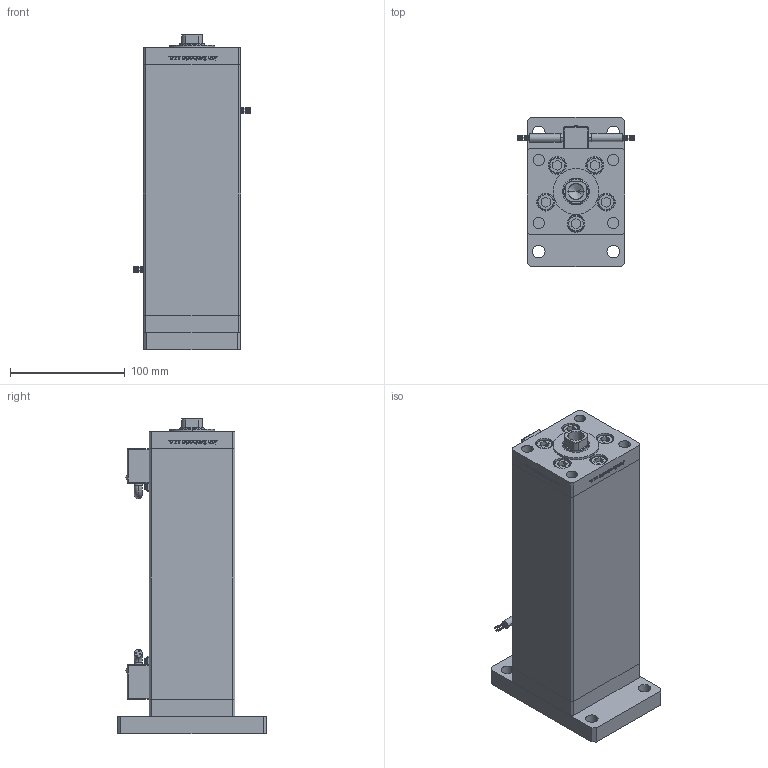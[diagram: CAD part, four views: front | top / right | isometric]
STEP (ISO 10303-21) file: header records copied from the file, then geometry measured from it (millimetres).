
FILE_DESCRIPTION (( 'STEP AP203' ), '1' );
FILE_NAME ('bb96.STEP', '2024-01-08T20:55:24', ( '' ), ( '' ), 'SwSTEP 2.0', 'SolidWorks 2019', '' );
FILE_SCHEMA (( 'CONFIG_CONTROL_DESIGN' ));
Length unit declared in the file: millimetre
Products named in the file (8): V220C_G_MIDDLE 8f5978a83b2942882bca59fd5ee7d1ba; V220C_F 8f5978a83b2942882bca59fd5ee7d1ba; V220C_FRONT_G 8f5978a83b2942882bca59fd5ee7d1ba; bb96; V220C_VC_G 8f5978a83b2942882bca59fd5ee7d1ba; V220C BACK_G 8f5978a83b2942882bca59fd5ee7d1ba; Magnetic_Switch_MSU4 8f5978a83b2942882bca59fd5ee7d1ba; ALLEN BOLT 8f5978a83b2942882bca59fd5ee7d1ba
Assembly tree (21 placements, depth 2):
  bb96
    V220C BACK_G 8f5978a83b2942882bca59fd5ee7d1ba
    V220C_FRONT_G 8f5978a83b2942882bca59fd5ee7d1ba
    V220C_G_MIDDLE 8f5978a83b2942882bca59fd5ee7d1ba
    Magnetic_Switch_MSU4 8f5978a83b2942882bca59fd5ee7d1ba  x2
    ALLEN BOLT 8f5978a83b2942882bca59fd5ee7d1ba  x14
    V220C_F 8f5978a83b2942882bca59fd5ee7d1ba
    V220C_VC_G 8f5978a83b2942882bca59fd5ee7d1ba
Bounding box: 101.6 x 130 x 275 mm (x, y, z)
Volume: 1570282.4 mm3; surface area: 245031.5 mm2
Topology: 21 solids, 23 shells, 1505 faces, 3677 edges, 2377 vertices
Faces by surface type: plane 592, bspline 484, cylinder 271, torus 68, cone 66, sphere 24
Entity records: 56336 total; most frequent: CARTESIAN_POINT 30923, ORIENTED_EDGE 5680, DIRECTION 3564, EDGE_CURVE 2840, VERTEX_POINT 1876, LINE 1466, VECTOR 1466, EDGE_LOOP 1314
